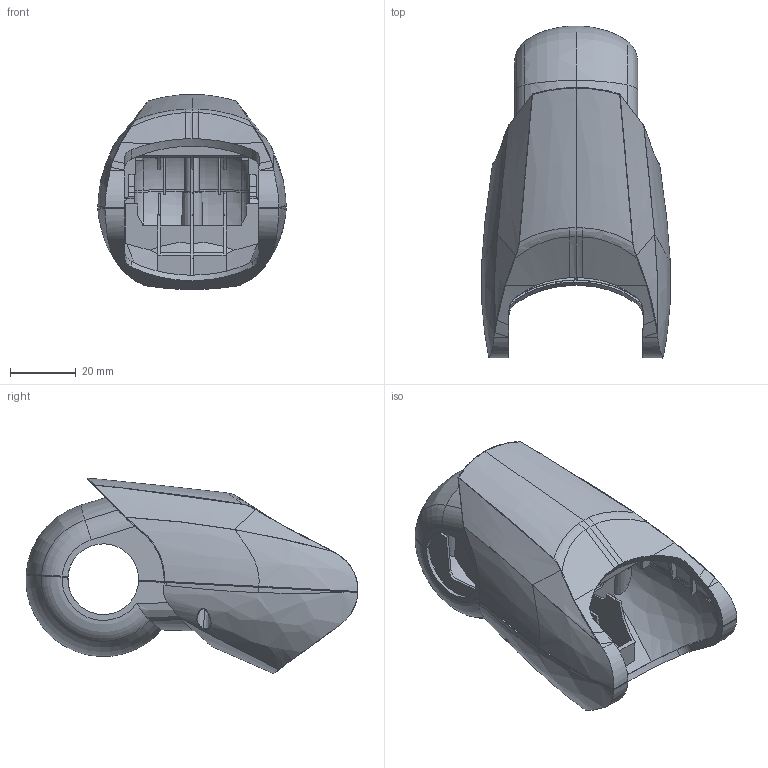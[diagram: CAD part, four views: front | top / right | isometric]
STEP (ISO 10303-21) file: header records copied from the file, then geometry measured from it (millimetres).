
FILE_DESCRIPTION((''),'2;1');
FILE_NAME('RR3_ASM','2018-04-17T',('yepeng'),(''),'CREO PARAMETRIC BY PTC INC, 2016260','CREO PARAMETRIC BY PTC INC, 2016260','');
FILE_SCHEMA(('CONFIG_CONTROL_DESIGN'));
Length unit declared in the file: millimetre
Products named in the file (4): H5-05-00-04; H5-05-00-06; H5-05-00-05; RR3_ASM
Assembly tree (3 placements, depth 2):
  RR3_ASM
    H5-05-00-04
    H5-05-00-06
    H5-05-00-05
Bounding box: 57.53 x 101.3 x 59.57 mm (x, y, z)
Volume: 22464.1 mm3; surface area: 41264.9 mm2
Topology: 3 solids, 5 shells, 734 faces, 2095 edges, 1384 vertices
Faces by surface type: plane 263, cylinder 172, bspline 168, extrusion 86, cone 19, revolution 12, torus 10, sphere 4
Entity records: 37002 total; most frequent: CARTESIAN_POINT 19855, ORIENTED_EDGE 4190, DIRECTION 2524, EDGE_CURVE 2095, VERTEX_POINT 1384, B_SPLINE_CURVE_WITH_KNOTS 1039, VECTOR 914, LINE 828
